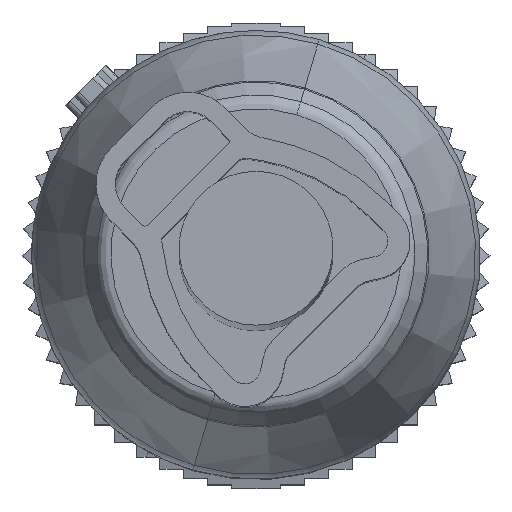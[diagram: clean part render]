
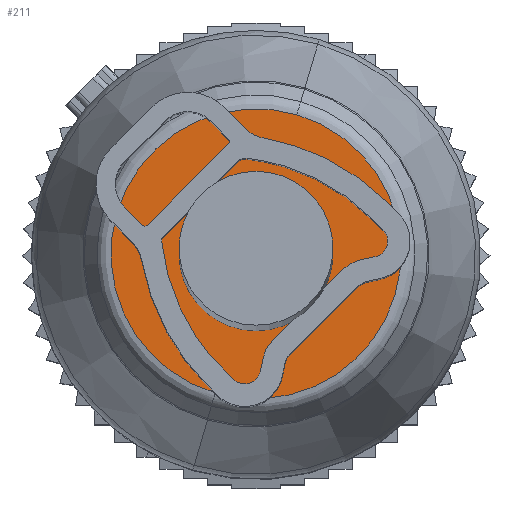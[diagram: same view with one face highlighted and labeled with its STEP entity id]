
A CAD part, top view. The second image highlights one B-rep face of the part: STEP entity #211.
In plain terms, the highlighted planar face has unit normal (0, 0, 1).
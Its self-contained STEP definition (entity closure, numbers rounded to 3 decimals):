
#146=AXIS2_PLACEMENT_3D('Circle Axis2P3D',#144,#145,$) ;
#182=AXIS2_PLACEMENT_3D('Plane Axis2P3D',#179,#180,#181) ;
#186=AXIS2_PLACEMENT_3D('Circle Axis2P3D',#184,#185,$) ;
#195=AXIS2_PLACEMENT_3D('Circle Axis2P3D',#193,#194,$) ;
#204=AXIS2_PLACEMENT_3D('Circle Axis2P3D',#202,#203,$) ;
#144=CARTESIAN_POINT('Axis2P3D Location',(7.3,7.261,44.)) ;
#148=CARTESIAN_POINT('Vertex',(6.027,2.921,44.)) ;
#150=CARTESIAN_POINT('Vertex',(8.573,11.601,44.)) ;
#179=CARTESIAN_POINT('Axis2P3D Location',(10.498,10.459,44.)) ;
#184=CARTESIAN_POINT('Axis2P3D Location',(7.3,7.261,44.)) ;
#193=CARTESIAN_POINT('Axis2P3D Location',(7.3,7.261,44.)) ;
#197=CARTESIAN_POINT('Vertex',(9.7,7.261,44.)) ;
#199=CARTESIAN_POINT('Vertex',(4.9,7.261,44.)) ;
#202=CARTESIAN_POINT('Axis2P3D Location',(7.3,7.261,44.)) ;
#145=DIRECTION('Axis2P3D Direction',(0.,0.,1.)) ;
#180=DIRECTION('Axis2P3D Direction',(0.,0.,1.)) ;
#181=DIRECTION('Axis2P3D XDirection',(-0.707,0.707,0.)) ;
#185=DIRECTION('Axis2P3D Direction',(0.,0.,1.)) ;
#194=DIRECTION('Axis2P3D Direction',(0.,0.,1.)) ;
#203=DIRECTION('Axis2P3D Direction',(0.,0.,1.)) ;
#190=ORIENTED_EDGE('',*,*,#188,.T.) ;
#191=ORIENTED_EDGE('',*,*,#152,.T.) ;
#208=ORIENTED_EDGE('',*,*,#201,.F.) ;
#209=ORIENTED_EDGE('',*,*,#206,.F.) ;
#210=FACE_BOUND('',#207,.T.) ;
#211=ADVANCED_FACE('Hauptk\X2\00F6\X0\rper',(#192,#210),#183,.T.) ;
#147=CIRCLE('generated circle',#146,4.523) ;
#187=CIRCLE('generated circle',#186,4.523) ;
#196=CIRCLE('generated circle',#195,2.4) ;
#205=CIRCLE('generated circle',#204,2.4) ;
#152=EDGE_CURVE('',#149,#151,#147,.T.) ;
#188=EDGE_CURVE('',#151,#149,#187,.T.) ;
#201=EDGE_CURVE('',#198,#200,#196,.T.) ;
#206=EDGE_CURVE('',#200,#198,#205,.T.) ;
#189=EDGE_LOOP('',(#190,#191)) ;
#207=EDGE_LOOP('',(#208,#209)) ;
#192=FACE_OUTER_BOUND('',#189,.T.) ;
#183=PLANE('',#182) ;
#149=VERTEX_POINT('',#148) ;
#151=VERTEX_POINT('',#150) ;
#198=VERTEX_POINT('',#197) ;
#200=VERTEX_POINT('',#199) ;
